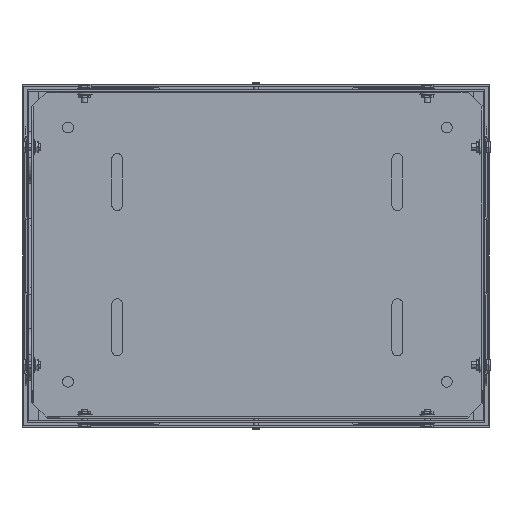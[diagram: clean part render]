
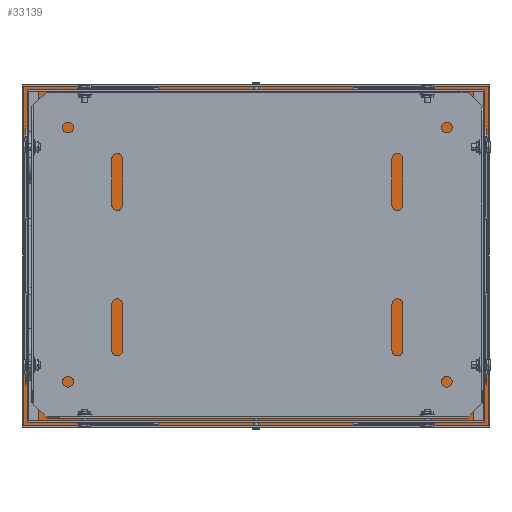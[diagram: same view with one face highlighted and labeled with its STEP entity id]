
A CAD part, front view. The second image highlights one B-rep face of the part: STEP entity #33139.
In plain terms, the highlighted face is planar.
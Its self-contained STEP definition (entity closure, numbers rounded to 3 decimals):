
#32874=DIRECTION('',(0.,1.,0.));
#32875=VECTOR('',#32874,327.6);
#32876=CARTESIAN_POINT('',(-223.8,-163.8,1.2));
#32877=LINE('',#32876,#32875);
#32878=DIRECTION('',(1.,0.,0.));
#32879=VECTOR('',#32878,447.6);
#32880=CARTESIAN_POINT('',(-223.8,163.8,1.2));
#32881=LINE('',#32880,#32879);
#32882=DIRECTION('',(0.,-1.,0.));
#32883=VECTOR('',#32882,327.6);
#32884=CARTESIAN_POINT('',(223.8,163.8,1.2));
#32885=LINE('',#32884,#32883);
#32886=DIRECTION('',(-1.,0.,0.));
#32887=VECTOR('',#32886,447.6);
#32888=CARTESIAN_POINT('',(223.8,-163.8,1.2));
#32889=LINE('',#32888,#32887);
#32938=CARTESIAN_POINT('',(-223.8,163.8,1.2));
#32939=VERTEX_POINT('',#32938);
#32940=CARTESIAN_POINT('',(-223.8,-163.8,1.2));
#32941=VERTEX_POINT('',#32940);
#32942=CARTESIAN_POINT('',(223.8,163.8,1.2));
#32943=VERTEX_POINT('',#32942);
#32948=CARTESIAN_POINT('',(223.8,-163.8,1.2));
#32949=VERTEX_POINT('',#32948);
#33128=CARTESIAN_POINT('',(0.,0.,1.2));
#33129=DIRECTION('',(0.,0.,1.));
#33130=DIRECTION('',(1.,0.,0.));
#33131=AXIS2_PLACEMENT_3D('',#33128,#33129,#33130);
#33132=PLANE('',#33131);
#33133=ORIENTED_EDGE('',*,*,#33068,.T.);
#33134=ORIENTED_EDGE('',*,*,#33083,.T.);
#33135=ORIENTED_EDGE('',*,*,#33103,.T.);
#33136=ORIENTED_EDGE('',*,*,#33116,.T.);
#33137=EDGE_LOOP('',(#33133,#33134,#33135,#33136));
#33138=FACE_OUTER_BOUND('',#33137,.F.);
#33068=EDGE_CURVE('',#32941,#32939,#32877,.T.);
#33083=EDGE_CURVE('',#32939,#32943,#32881,.T.);
#33103=EDGE_CURVE('',#32943,#32949,#32885,.T.);
#33116=EDGE_CURVE('',#32949,#32941,#32889,.T.);
#33139=ADVANCED_FACE('',(#33138),#33132,.T.);
